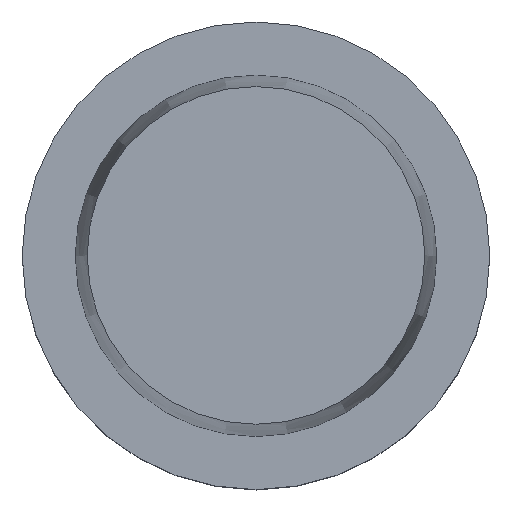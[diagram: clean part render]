
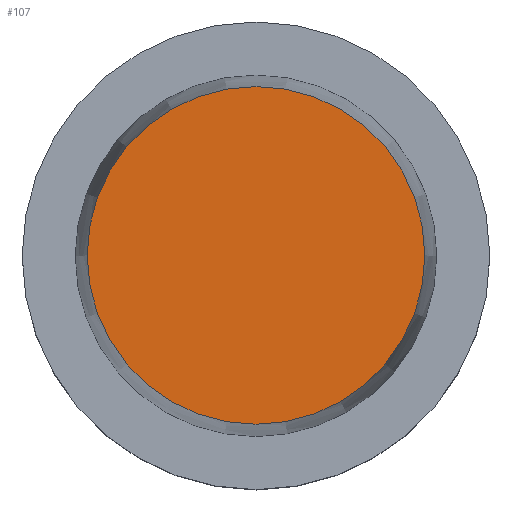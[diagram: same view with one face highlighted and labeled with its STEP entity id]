
A CAD part, top view. The second image highlights one B-rep face of the part: STEP entity #107.
In plain terms, the highlighted planar face has unit normal (0, 0, 1).
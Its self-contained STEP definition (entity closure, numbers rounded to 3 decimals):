
#107=ADVANCED_FACE('',(#116),#114,.T.);
#114=PLANE('',#336);
#116=FACE_OUTER_BOUND('',#156,.T.);
#156=EDGE_LOOP('',(#196));
#196=ORIENTED_EDGE('',*,*,#236,.F.);
#216=VERTEX_POINT('',#495);
#236=EDGE_CURVE('',#216,#216,#256,.T.);
#256=CIRCLE('',#334,22.722);
#334=AXIS2_PLACEMENT_3D('',#494,#423,#424);
#336=AXIS2_PLACEMENT_3D('',#497,#427,#428);
#423=DIRECTION('',(0.,0.,-1.));
#424=DIRECTION('',(-1.,0.,0.));
#427=DIRECTION('',(0.,0.,1.));
#428=DIRECTION('',(-1.,0.,0.));
#494=CARTESIAN_POINT('',(0.,0.,31.9));
#495=CARTESIAN_POINT('',(-22.722,0.,31.9));
#497=CARTESIAN_POINT('',(22.722,0.,31.9));
